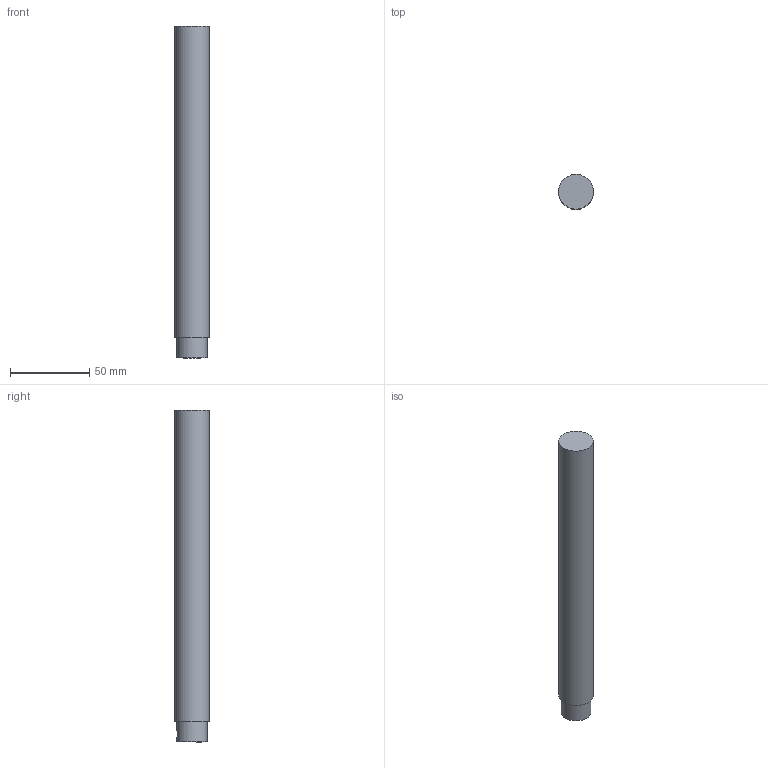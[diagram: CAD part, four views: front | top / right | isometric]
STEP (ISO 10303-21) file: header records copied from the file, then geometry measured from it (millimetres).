
FILE_DESCRIPTION((''),'1');
FILE_NAME('ST22W-CKB1-210.stp','2022-09-28T05:58:44',(''),(''),'Spatial Interop R21 SP3','Kubotek KeyCreator 2011 V10.0.2 (22737)',' ');
FILE_SCHEMA(('automotive_design'));
Length unit declared in the file: millimetre
Products named in the file (1): 240[2]
Bounding box: 22 x 22 x 210 mm (x, y, z)
Volume: 77238.2 mm3; surface area: 15638 mm2
Topology: 1 solids, 1 shells, 9 faces, 15 edges, 10 vertices
Faces by surface type: plane 5, cylinder 4
Full cylindrical faces by diameter (mm): 4.2 x1, 11 x1, 19 x1, 22 x1
Entity records: 489 total; most frequent: CARTESIAN_POINT 158, DIRECTION 34, PRESENTATION_STYLE_ASSIGNMENT 29, COLOUR_RGB 29, STYLED_ITEM 19, CURVE_STYLE 19, DRAUGHTING_PRE_DEFINED_CURVE_FONT 19, ORIENTED_EDGE 18
